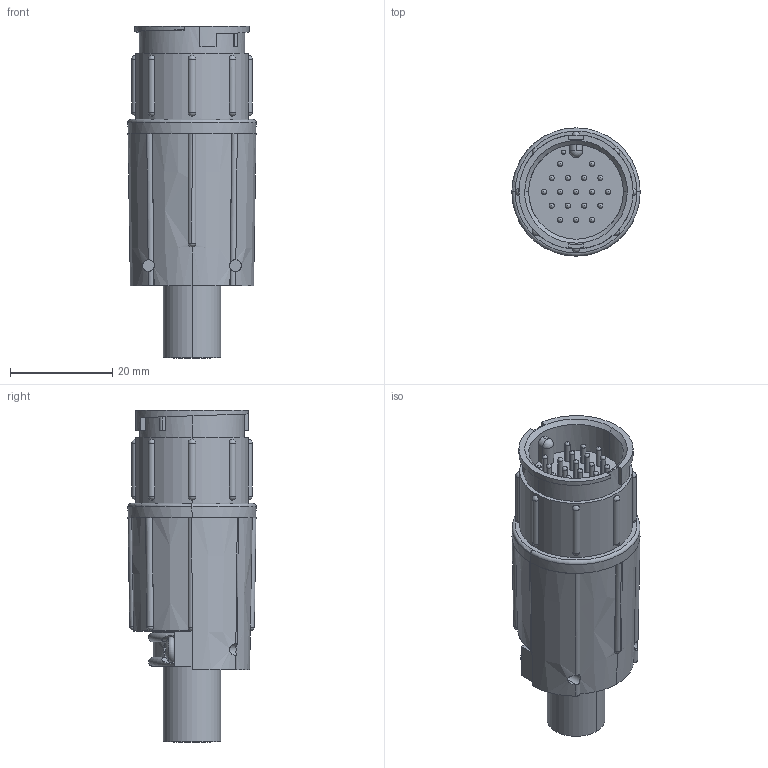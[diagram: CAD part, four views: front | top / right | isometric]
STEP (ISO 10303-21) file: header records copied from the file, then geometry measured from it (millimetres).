
FILE_DESCRIPTION (( 'STEP AP203' ), '1' );
FILE_NAME ('15282-18PG-326.STEP', '2015-11-18T21:53:10', ( '' ), ( '' ), 'SwSTEP 2.0', 'SolidWorks 2014', '' );
FILE_SCHEMA (( 'CONFIG_CONTROL_DESIGN' ));
Length unit declared in the file: inch
Products named in the file (1): 15282-18PG-326
Bounding box: 25.1 x 25.1 x 64.97 mm (x, y, z)
Volume: 19272.3 mm3; surface area: 6782.4 mm2
Topology: 1 solids, 1 shells, 290 faces, 768 edges, 475 vertices
Faces by surface type: cylinder 129, plane 97, sphere 44, cone 9, torus 9, bspline 2
Entity records: 11740 total; most frequent: CARTESIAN_POINT 5203, ORIENTED_EDGE 1406, DIRECTION 1246, EDGE_CURVE 703, AXIS2_PLACEMENT_3D 493, VERTEX_POINT 448, EDGE_LOOP 323, ADVANCED_FACE 290
